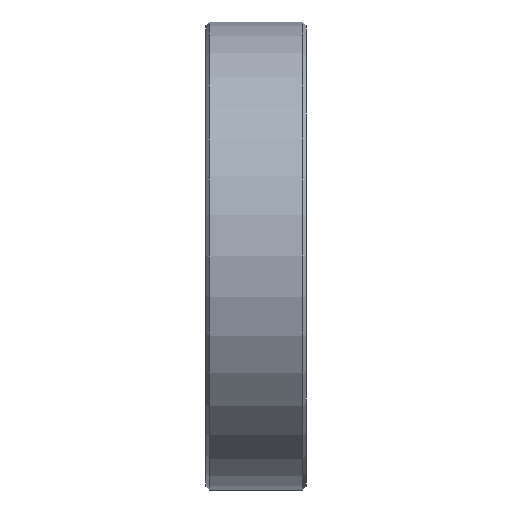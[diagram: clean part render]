
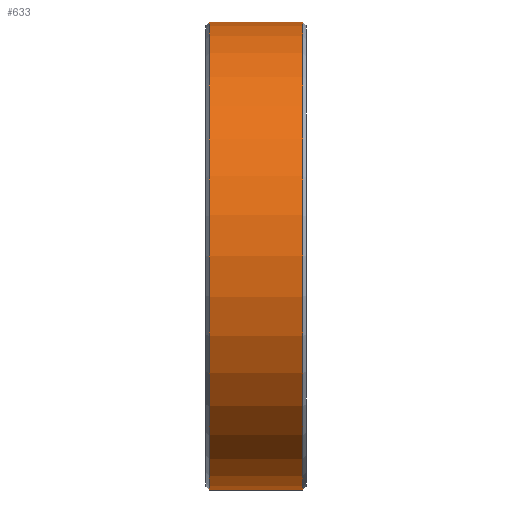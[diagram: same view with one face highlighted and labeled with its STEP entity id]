
A CAD part, front view. The second image highlights one B-rep face of the part: STEP entity #633.
In plain terms, the highlighted cylindrical face has radius 16.891 mm (diameter 33.782 mm), a partial arc.
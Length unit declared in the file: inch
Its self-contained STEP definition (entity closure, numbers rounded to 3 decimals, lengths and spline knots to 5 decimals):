
#455 = VERTEX_POINT ( 'NONE', #1728 ) ;
#462 = EDGE_CURVE ( 'NONE', #455, #536, #1583, .T. ) ;
#480 = VERTEX_POINT ( 'NONE', #1612 ) ;
#481 = EDGE_CURVE ( 'NONE', #628, #480, #1611, .T. ) ;
#536 = VERTEX_POINT ( 'NONE', #1561 ) ;
#628 = VERTEX_POINT ( 'NONE', #1887 ) ;
#633 = ADVANCED_FACE ( 'NONE', ( #1879 ), #1878, .T. ) ;
#697 = EDGE_CURVE ( 'NONE', #455, #628, #2064, .T. ) ;
#724 = ORIENTED_EDGE ( 'NONE', *, *, #481, .T. ) ;
#725 = ORIENTED_EDGE ( 'NONE', *, *, #726, .T. ) ;
#726 = EDGE_CURVE ( 'NONE', #480, #536, #2209, .T. ) ;
#794 = ORIENTED_EDGE ( 'NONE', *, *, #697, .T. ) ;
#795 = EDGE_LOOP ( 'NONE', ( #820, #794, #724, #725 ) ) ;
#820 = ORIENTED_EDGE ( 'NONE', *, *, #462, .F. ) ;
#1561 = CARTESIAN_POINT ( 'NONE',  ( 0.01, 0., -0.665 ) ) ;
#1580 = DIRECTION ( 'NONE',  ( -1., 0., 0. ) ) ;
#1581 = VECTOR ( 'NONE', #1580, 39.37008 ) ;
#1582 = CARTESIAN_POINT ( 'NONE',  ( 0.285, 0., -0.665 ) ) ;
#1583 = LINE ( 'NONE', #1582, #1581 ) ;
#1608 = DIRECTION ( 'NONE',  ( -1., 0., 0. ) ) ;
#1609 = VECTOR ( 'NONE', #1608, 39.37008 ) ;
#1610 = CARTESIAN_POINT ( 'NONE',  ( 0.285, 0., 0.665 ) ) ;
#1611 = LINE ( 'NONE', #1610, #1609 ) ;
#1612 = CARTESIAN_POINT ( 'NONE',  ( 0.01, 0., 0.665 ) ) ;
#1728 = CARTESIAN_POINT ( 'NONE',  ( 0.275, 0., -0.665 ) ) ;
#1873 = DIRECTION ( 'NONE',  ( 0., 0., 1. ) ) ;
#1874 = DIRECTION ( 'NONE',  ( -1., 0., 0. ) ) ;
#1875 = CARTESIAN_POINT ( 'NONE',  ( 0.285, 0., 0. ) ) ;
#1876 = AXIS2_PLACEMENT_3D ( 'NONE', #1875, #1874, #1873 ) ;
#1878 = CYLINDRICAL_SURFACE ( 'NONE', #1876, 0.665 ) ;
#1879 = FACE_OUTER_BOUND ( 'NONE', #795, .T. ) ;
#1887 = CARTESIAN_POINT ( 'NONE',  ( 0.275, 0., 0.665 ) ) ;
#2047 = DIRECTION ( 'NONE',  ( 0., 0., -1. ) ) ;
#2048 = DIRECTION ( 'NONE',  ( -1., 0., 0. ) ) ;
#2049 = CARTESIAN_POINT ( 'NONE',  ( 0.275, 0., 0. ) ) ;
#2050 = AXIS2_PLACEMENT_3D ( 'NONE', #2049, #2048, #2047 ) ;
#2064 = CIRCLE ( 'NONE', #2050, 0.665 ) ;
#2205 = DIRECTION ( 'NONE',  ( 0., 0., -1. ) ) ;
#2206 = DIRECTION ( 'NONE',  ( 1., 0., 0. ) ) ;
#2207 = CARTESIAN_POINT ( 'NONE',  ( 0.01, 0., 0. ) ) ;
#2208 = AXIS2_PLACEMENT_3D ( 'NONE', #2207, #2206, #2205 ) ;
#2209 = CIRCLE ( 'NONE', #2208, 0.665 ) ;
